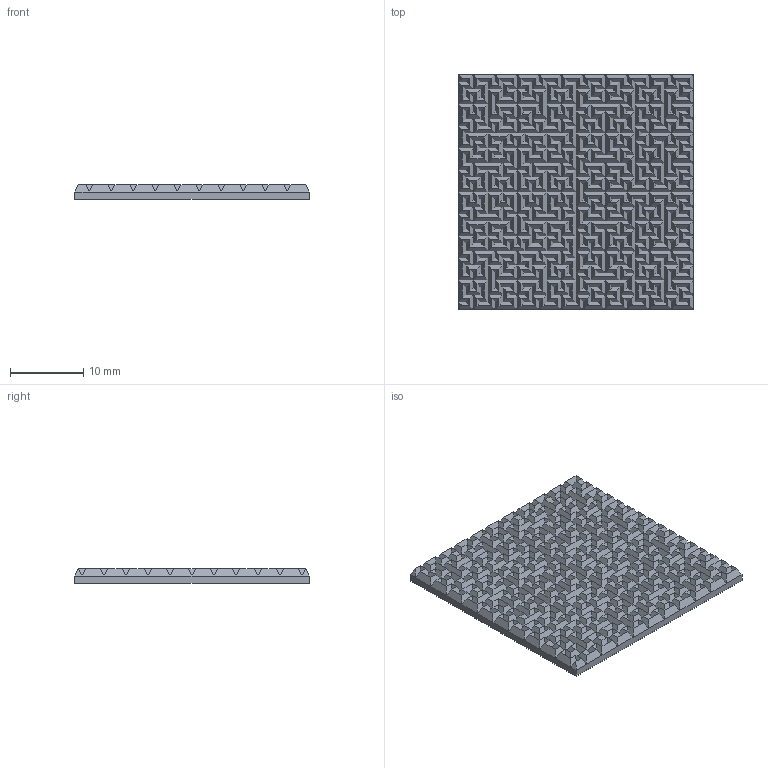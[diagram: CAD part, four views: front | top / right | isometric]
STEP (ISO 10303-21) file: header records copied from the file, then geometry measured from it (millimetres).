
FILE_DESCRIPTION(('Hilbert curve absorber geometry, order 5'),'2;1');
FILE_NAME('hilbert5','',('Matthew Petroff'),(''),'Open CASCADE STEP processor 7.3','FreeCAD','');
FILE_SCHEMA(('AUTOMOTIVE_DESIGN { 1 0 10303 214 1 1 1 1 }'));
Length unit declared in the file: millimetre
Products named in the file (1): Open CASCADE STEP translator 7.3 1
Bounding box: 32 x 32 x 2 mm (x, y, z)
Volume: 1535.8 mm3; surface area: 3441.7 mm2
Topology: 1 solids, 1 shells, 1645 faces, 3242 edges, 1599 vertices
Faces by surface type: plane 1645
Entity records: 39070 total; most frequent: DIRECTION 6534, CARTESIAN_POINT 6487, ORIENTED_EDGE 6484, EDGE_CURVE 3242, LINE 3242, VECTOR 3242, AXIS2_PLACEMENT_3D 1646, ADVANCED_FACE 1645
